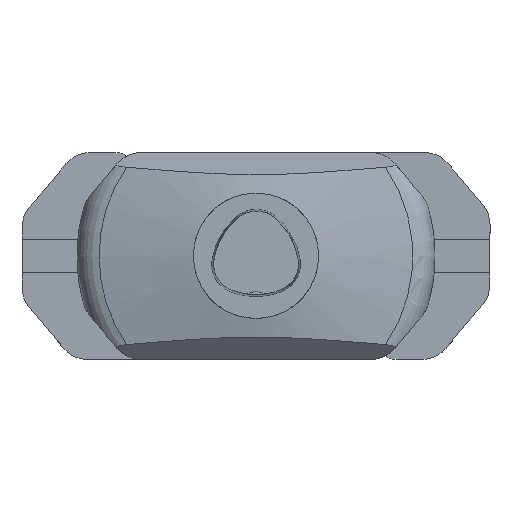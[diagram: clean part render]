
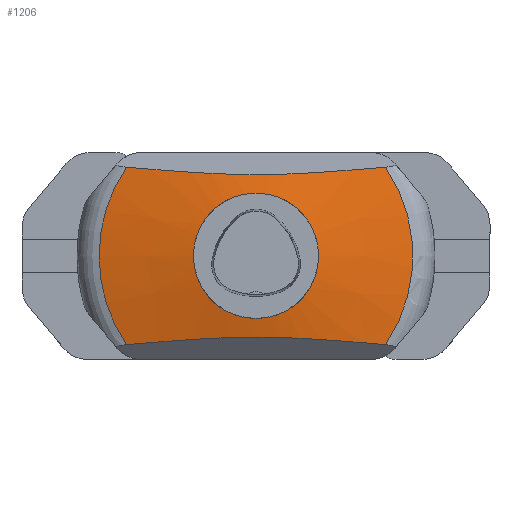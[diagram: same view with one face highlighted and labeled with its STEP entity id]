
A CAD part, top view. The second image highlights one B-rep face of the part: STEP entity #1206.
In plain terms, the highlighted conical face has half-angle 78 degrees and reference radius 31.5 mm.
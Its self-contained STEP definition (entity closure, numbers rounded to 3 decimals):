
#910=CONICAL_SURFACE('',#4302,31.5,78.);
#922=FACE_BOUND('',#1642,.T.);
#923=FACE_BOUND('',#1643,.T.);
#1028=CIRCLE('',#4294,31.5);
#1029=CIRCLE('',#4296,78.911);
#1031=CIRCLE('',#4299,78.911);
#1137=B_SPLINE_CURVE_WITH_KNOTS('',3,(#5753,#5754,#5755,#5756,#5757,#5758,
#5759,#5760,#5761,#5762),.UNSPECIFIED.,.F.,.F.,(4,2,2,2,4),(0.,0.25,0.5,
0.75,1.),.UNSPECIFIED.);
#1138=B_SPLINE_CURVE_WITH_KNOTS('',3,(#5763,#5764,#5765,#5766,#5767,#5768,
#5769,#5770,#5771,#5772),.UNSPECIFIED.,.F.,.F.,(4,2,2,2,4),(0.,0.25,0.5,
0.75,1.),.UNSPECIFIED.);
#1206=ADVANCED_FACE('',(#922,#923),#910,.T.);
#1642=EDGE_LOOP('',(#1967));
#1643=EDGE_LOOP('',(#1968,#1969,#1970,#1971));
#1967=ORIENTED_EDGE('',*,*,#3076,.F.);
#1968=ORIENTED_EDGE('',*,*,#3093,.F.);
#1969=ORIENTED_EDGE('',*,*,#3077,.T.);
#1970=ORIENTED_EDGE('',*,*,#3094,.F.);
#1971=ORIENTED_EDGE('',*,*,#3087,.T.);
#2763=VERTEX_POINT('',#5665);
#2764=VERTEX_POINT('',#5668);
#2765=VERTEX_POINT('',#5669);
#2774=VERTEX_POINT('',#5724);
#2775=VERTEX_POINT('',#5726);
#3076=EDGE_CURVE('',#2763,#2763,#1028,.T.);
#3077=EDGE_CURVE('',#2764,#2765,#1029,.T.);
#3087=EDGE_CURVE('',#2775,#2774,#1031,.T.);
#3093=EDGE_CURVE('',#2764,#2774,#1137,.T.);
#3094=EDGE_CURVE('',#2775,#2765,#1138,.T.);
#4294=AXIS2_PLACEMENT_3D('',#5664,#4721,#4722);
#4296=AXIS2_PLACEMENT_3D('',#5667,#4725,#4726);
#4299=AXIS2_PLACEMENT_3D('',#5725,#4731,#4732);
#4302=AXIS2_PLACEMENT_3D('',#5773,#4737,#4738);
#4721=DIRECTION('',(0.,0.,1.));
#4722=DIRECTION('',(1.,0.,0.));
#4725=DIRECTION('',(0.,0.,1.));
#4726=DIRECTION('',(-1.,0.,0.));
#4731=DIRECTION('',(0.,0.,1.));
#4732=DIRECTION('',(-1.,0.,0.));
#4737=DIRECTION('',(0.,0.,-1.));
#4738=DIRECTION('',(-1.,0.,0.));
#5664=CARTESIAN_POINT('',(0.,0.,-22.1));
#5665=CARTESIAN_POINT('',(31.5,0.,-22.1));
#5667=CARTESIAN_POINT('',(0.,0.,-32.177));
#5668=CARTESIAN_POINT('',(65.083,-44.622,-32.177));
#5669=CARTESIAN_POINT('',(65.083,44.622,-32.177));
#5724=CARTESIAN_POINT('',(-65.083,-44.622,-32.177));
#5725=CARTESIAN_POINT('',(0.,0.,-32.177));
#5726=CARTESIAN_POINT('',(-65.083,44.622,-32.177));
#5753=CARTESIAN_POINT('',(65.083,-44.622,-32.177));
#5754=CARTESIAN_POINT('',(54.378,-43.695,-30.189));
#5755=CARTESIAN_POINT('',(43.663,-42.809,-28.289));
#5756=CARTESIAN_POINT('',(22.147,-41.384,-25.234));
#5757=CARTESIAN_POINT('',(11.342,-40.862,-24.114));
#5758=CARTESIAN_POINT('',(-10.517,-40.837,-24.062));
#5759=CARTESIAN_POINT('',(-21.595,-41.353,-25.166));
#5760=CARTESIAN_POINT('',(-43.416,-42.787,-28.244));
#5761=CARTESIAN_POINT('',(-54.258,-43.684,-30.167));
#5762=CARTESIAN_POINT('',(-65.083,-44.622,-32.177));
#5763=CARTESIAN_POINT('',(-65.083,44.622,-32.177));
#5764=CARTESIAN_POINT('',(-54.378,43.695,-30.189));
#5765=CARTESIAN_POINT('',(-43.663,42.809,-28.289));
#5766=CARTESIAN_POINT('',(-22.147,41.384,-25.234));
#5767=CARTESIAN_POINT('',(-11.342,40.862,-24.114));
#5768=CARTESIAN_POINT('',(10.517,40.837,-24.062));
#5769=CARTESIAN_POINT('',(21.595,41.353,-25.166));
#5770=CARTESIAN_POINT('',(43.416,42.787,-28.244));
#5771=CARTESIAN_POINT('',(54.258,43.684,-30.167));
#5772=CARTESIAN_POINT('',(65.083,44.622,-32.177));
#5773=CARTESIAN_POINT('',(0.,0.,-22.1));
